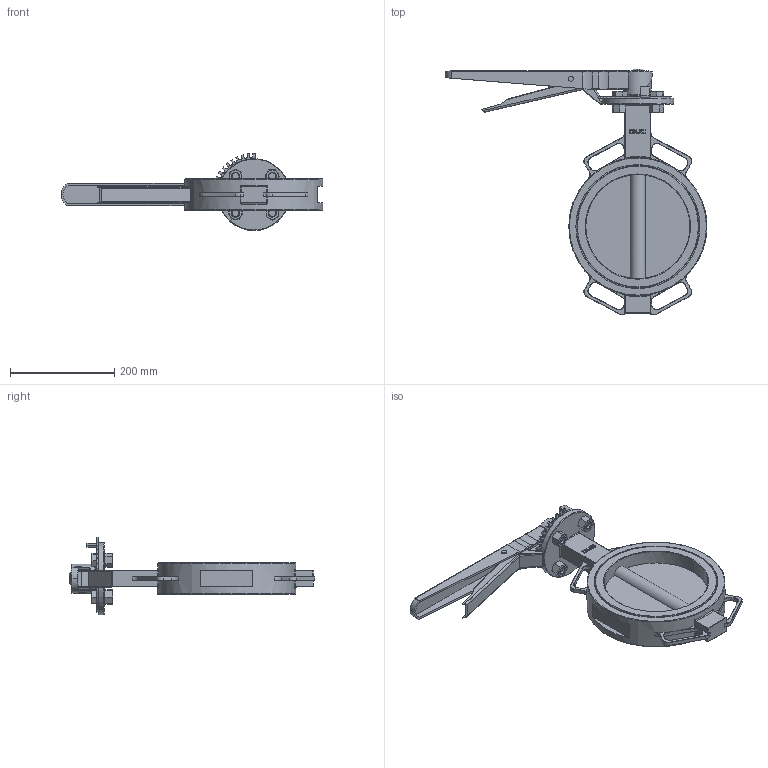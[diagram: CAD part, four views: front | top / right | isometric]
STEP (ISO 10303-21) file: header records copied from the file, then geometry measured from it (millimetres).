
FILE_DESCRIPTION(/* description */ (''),/* implementation_level */ '2;1');
FILE_NAME(/* name */ 'DN200_3D_STEP.stp',/* time_stamp */ '2025-09-20T14:55:44+03:00',/* author */ ('igorr'),/* organization */ (''),/* preprocessor_version */ 'ST-DEVELOPER v20',/* originating_system */ 'Autodesk Inventor 2025',/* authorisation */ '');
FILE_SCHEMA (('AUTOMOTIVE_DESIGN { 1 0 10303 214 3 1 1 }'));
Length unit declared in the file: millimetre
Products named in the file (10): Сборка1; Деталь1; Сборка3; Сборка1_1; Деталь3; Деталь4; Деталь5; AS 1110 - M10 x 16; AS 1110 - M16 x 25; ANSI B18.2.4.2M - M16x2
Assembly tree (15 placements, depth 4):
  Сборка1
    Деталь1
    Сборка3
      Сборка1_1
        Деталь3
        Деталь4
        Деталь5
        AS 1110 - M10 x 16
    AS 1110 - M16 x 25  x4
    ANSI B18.2.4.2M - M16x2  x4
Bounding box: 502.5 x 471.48 x 148.09 mm (x, y, z)
Volume: 2501959.9 mm3; surface area: 453240.4 mm2
Topology: 13 solids, 13 shells, 838 faces, 2093 edges, 1280 vertices
Faces by surface type: plane 339, cylinder 263, cone 93, torus 84, bspline 53, sphere 6
Full cylindrical faces by diameter (mm): 5.55 x1, 9.25 x5, 10 x1, 12 x4, 13.835 x4, 16 x5, 18.5 x2, 24 x4, 50.665 x1, 51.8 x1, 55.5 x1, 138 x1, 200 x2, 234 x2, 238 x2, 265 x1
Entity records: 23565 total; most frequent: CARTESIAN_POINT 5757, DIRECTION 3625, ORIENTED_EDGE 3540, EDGE_CURVE 1770, AXIS2_PLACEMENT_3D 1369, VERTEX_POINT 1103, LINE 887, VECTOR 887
